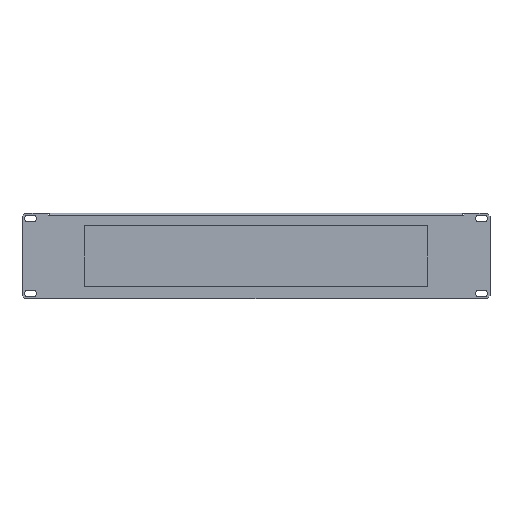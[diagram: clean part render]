
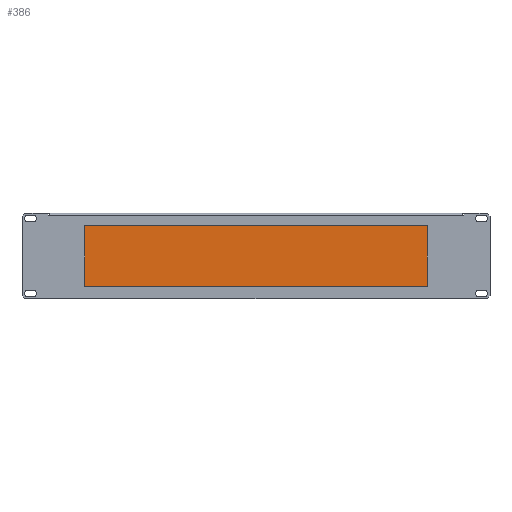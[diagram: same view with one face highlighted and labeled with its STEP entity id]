
A CAD part, top view. The second image highlights one B-rep face of the part: STEP entity #386.
In plain terms, the highlighted face is planar.
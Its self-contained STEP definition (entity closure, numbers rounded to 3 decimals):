
#7 = PLANE ( 'NONE',  #1556 ) ;
#81 = DIRECTION ( 'NONE',  ( 0., 0., -1. ) ) ;
#121 = EDGE_CURVE ( 'NONE', #327, #2117, #4028, .T. ) ;
#151 = VECTOR ( 'NONE', #3699, 1000. ) ;
#171 = VERTEX_POINT ( 'NONE', #845 ) ;
#326 = EDGE_LOOP ( 'NONE', ( #1318, #4263, #3752, #2130 ) ) ;
#327 = VERTEX_POINT ( 'NONE', #4504 ) ;
#386 = ADVANCED_FACE ( 'NONE', ( #3176 ), #7, .F. ) ;
#522 = LINE ( 'NONE', #4003, #1904 ) ;
#549 = CARTESIAN_POINT ( 'NONE',  ( 0.75, 84., 370. ) ) ;
#818 = VERTEX_POINT ( 'NONE', #549 ) ;
#845 = CARTESIAN_POINT ( 'NONE',  ( 0.75, 4., 370. ) ) ;
#1073 = VECTOR ( 'NONE', #81, 1000. ) ;
#1170 = DIRECTION ( 'NONE',  ( 0., 0., -1. ) ) ;
#1318 = ORIENTED_EDGE ( 'NONE', *, *, #121, .T. ) ;
#1376 = DIRECTION ( 'NONE',  ( 0., -1., 0. ) ) ;
#1383 = CARTESIAN_POINT ( 'NONE',  ( 0.75, 4., 0. ) ) ;
#1416 = CARTESIAN_POINT ( 'NONE',  ( 0.75, 4., 370. ) ) ;
#1556 = AXIS2_PLACEMENT_3D ( 'NONE', #1416, #2483, #2509 ) ;
#1567 = CARTESIAN_POINT ( 'NONE',  ( 0.75, 4., 0. ) ) ;
#1904 = VECTOR ( 'NONE', #1170, 1000. ) ;
#1907 = LINE ( 'NONE', #3980, #1073 ) ;
#1959 = VECTOR ( 'NONE', #1376, 1000. ) ;
#2117 = VERTEX_POINT ( 'NONE', #1383 ) ;
#2130 = ORIENTED_EDGE ( 'NONE', *, *, #4400, .T. ) ;
#2449 = EDGE_CURVE ( 'NONE', #818, #171, #4462, .T. ) ;
#2483 = DIRECTION ( 'NONE',  ( 1., 0., 0. ) ) ;
#2509 = DIRECTION ( 'NONE',  ( 0., 1., 0. ) ) ;
#3176 = FACE_OUTER_BOUND ( 'NONE', #326, .T. ) ;
#3699 = DIRECTION ( 'NONE',  ( 0., -1., 0. ) ) ;
#3752 = ORIENTED_EDGE ( 'NONE', *, *, #2449, .F. ) ;
#3980 = CARTESIAN_POINT ( 'NONE',  ( 0.75, 84., 370. ) ) ;
#4003 = CARTESIAN_POINT ( 'NONE',  ( 0.75, 4., 370. ) ) ;
#4028 = LINE ( 'NONE', #1567, #151 ) ;
#4186 = CARTESIAN_POINT ( 'NONE',  ( 0.75, 4., 370. ) ) ;
#4263 = ORIENTED_EDGE ( 'NONE', *, *, #4377, .F. ) ;
#4377 = EDGE_CURVE ( 'NONE', #171, #2117, #522, .T. ) ;
#4400 = EDGE_CURVE ( 'NONE', #818, #327, #1907, .T. ) ;
#4462 = LINE ( 'NONE', #4186, #1959 ) ;
#4504 = CARTESIAN_POINT ( 'NONE',  ( 0.75, 84., 0. ) ) ;
